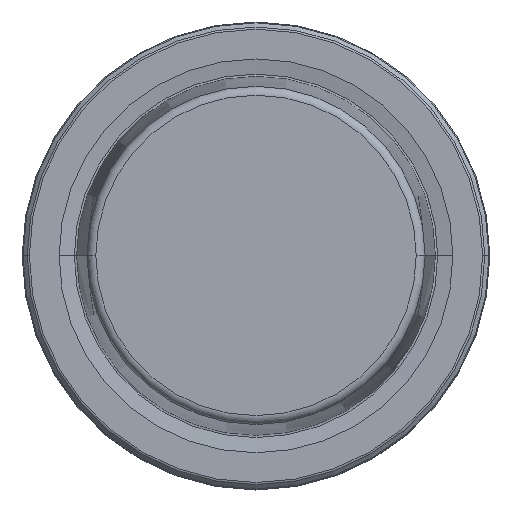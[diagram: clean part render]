
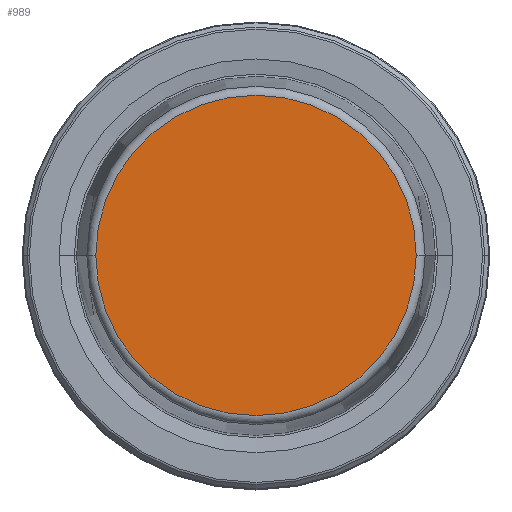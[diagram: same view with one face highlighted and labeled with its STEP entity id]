
A CAD part, top view. The second image highlights one B-rep face of the part: STEP entity #989.
In plain terms, the highlighted planar face has unit normal (0, 0, 1).
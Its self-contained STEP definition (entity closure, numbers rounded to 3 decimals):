
#29 = AXIS2_PLACEMENT_3D ( 'NONE', #931, #242, #450 ) ;
#51 = CARTESIAN_POINT ( 'NONE',  ( 0., 0., 31.9 ) ) ;
#166 = CARTESIAN_POINT ( 'NONE',  ( 21.581, 0., 31.9 ) ) ;
#242 = DIRECTION ( 'NONE',  ( 0., 0., 1. ) ) ;
#308 = CARTESIAN_POINT ( 'NONE',  ( 0., 0., 31.9 ) ) ;
#399 = DIRECTION ( 'NONE',  ( 1., 0., 0. ) ) ;
#450 = DIRECTION ( 'NONE',  ( 1., 0., 0. ) ) ;
#462 = EDGE_LOOP ( 'NONE', ( #973, #586 ) ) ;
#488 = CARTESIAN_POINT ( 'NONE',  ( -21.581, 0., 31.9 ) ) ;
#586 = ORIENTED_EDGE ( 'NONE', *, *, #1234, .T. ) ;
#640 = DIRECTION ( 'NONE',  ( -1., 0., 0. ) ) ;
#696 = EDGE_CURVE ( 'NONE', #1080, #1140, #740, .T. ) ;
#740 = CIRCLE ( 'NONE', #887, 21.581 ) ;
#887 = AXIS2_PLACEMENT_3D ( 'NONE', #308, #988, #399 ) ;
#931 = CARTESIAN_POINT ( 'NONE',  ( 0., 0., 31.9 ) ) ;
#973 = ORIENTED_EDGE ( 'NONE', *, *, #696, .T. ) ;
#988 = DIRECTION ( 'NONE',  ( 0., 0., 1. ) ) ;
#989 = ADVANCED_FACE ( 'NONE', ( #1209 ), #1038, .F. ) ;
#1038 = PLANE ( 'NONE',  #1265 ) ;
#1080 = VERTEX_POINT ( 'NONE', #166 ) ;
#1140 = VERTEX_POINT ( 'NONE', #488 ) ;
#1209 = FACE_OUTER_BOUND ( 'NONE', #462, .T. ) ;
#1219 = DIRECTION ( 'NONE',  ( 0., 0., -1. ) ) ;
#1234 = EDGE_CURVE ( 'NONE', #1140, #1080, #1235, .T. ) ;
#1235 = CIRCLE ( 'NONE', #29, 21.581 ) ;
#1265 = AXIS2_PLACEMENT_3D ( 'NONE', #51, #1219, #640 ) ;
